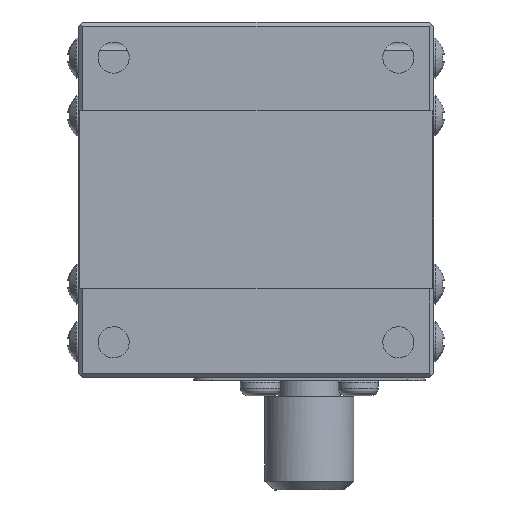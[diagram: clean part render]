
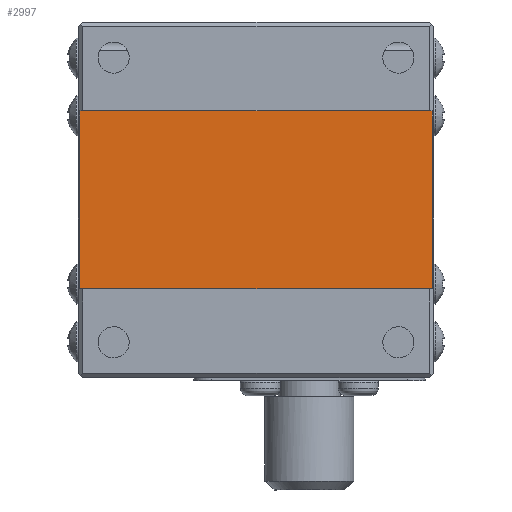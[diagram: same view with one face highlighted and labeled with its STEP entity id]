
A CAD part, left-side view. The second image highlights one B-rep face of the part: STEP entity #2997.
In plain terms, the highlighted planar face has unit normal (-1, 0, 0).
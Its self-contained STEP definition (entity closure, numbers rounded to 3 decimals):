
#2997=ADVANCED_FACE('',(#3329),#8883,.T.);
#3329=FACE_OUTER_BOUND('',#3710,.T.);
#3710=EDGE_LOOP('',(#5554,#5555,#5556,#5557));
#5554=ORIENTED_EDGE('',*,*,#6643,.T.);
#5555=ORIENTED_EDGE('',*,*,#6640,.T.);
#5556=ORIENTED_EDGE('',*,*,#6638,.F.);
#5557=ORIENTED_EDGE('',*,*,#6645,.T.);
#6638=EDGE_CURVE('',#8558,#8559,#7369,.T.);
#6640=EDGE_CURVE('',#8560,#8559,#7371,.T.);
#6643=EDGE_CURVE('',#8561,#8560,#7374,.T.);
#6645=EDGE_CURVE('',#8558,#8561,#7376,.T.);
#7369=B_SPLINE_CURVE_WITH_KNOTS('',1,(#14911,#14912),.UNSPECIFIED.,.F.,
 .F.,(2,2),(0.,20.),.UNSPECIFIED.);
#7371=B_SPLINE_CURVE_WITH_KNOTS('',1,(#14915,#14916),.UNSPECIFIED.,.F.,
 .F.,(2,2),(-39.6,0.),.UNSPECIFIED.);
#7374=B_SPLINE_CURVE_WITH_KNOTS('',1,(#14921,#14922),.UNSPECIFIED.,.F.,
 .F.,(2,2),(-20.,0.),.UNSPECIFIED.);
#7376=B_SPLINE_CURVE_WITH_KNOTS('',1,(#14925,#14926),.UNSPECIFIED.,.F.,
 .F.,(2,2),(-39.6,0.),.UNSPECIFIED.);
#8558=VERTEX_POINT('',#12713);
#8559=VERTEX_POINT('',#12714);
#8560=VERTEX_POINT('',#12715);
#8561=VERTEX_POINT('',#12716);
#8883=PLANE('',#9230);
#9230=AXIS2_PLACEMENT_3D('',#11716,#9539,$);
#9539=DIRECTION('',(-1.,0.,0.));
#11716=CARTESIAN_POINT('',(334.195,-110.586,-19.218));
#12713=CARTESIAN_POINT('',(334.195,-106.506,-21.338));
#12714=CARTESIAN_POINT('',(334.195,-106.506,-41.338));
#12715=CARTESIAN_POINT('',(334.195,-66.906,-41.338));
#12716=CARTESIAN_POINT('',(334.195,-66.906,-21.338));
#14911=CARTESIAN_POINT('',(334.195,-106.506,-21.338));
#14912=CARTESIAN_POINT('',(334.195,-106.506,-41.338));
#14915=CARTESIAN_POINT('',(334.195,-66.906,-41.338));
#14916=CARTESIAN_POINT('',(334.195,-106.506,-41.338));
#14921=CARTESIAN_POINT('',(334.195,-66.906,-21.338));
#14922=CARTESIAN_POINT('',(334.195,-66.906,-41.338));
#14925=CARTESIAN_POINT('',(334.195,-106.506,-21.338));
#14926=CARTESIAN_POINT('',(334.195,-66.906,-21.338));
